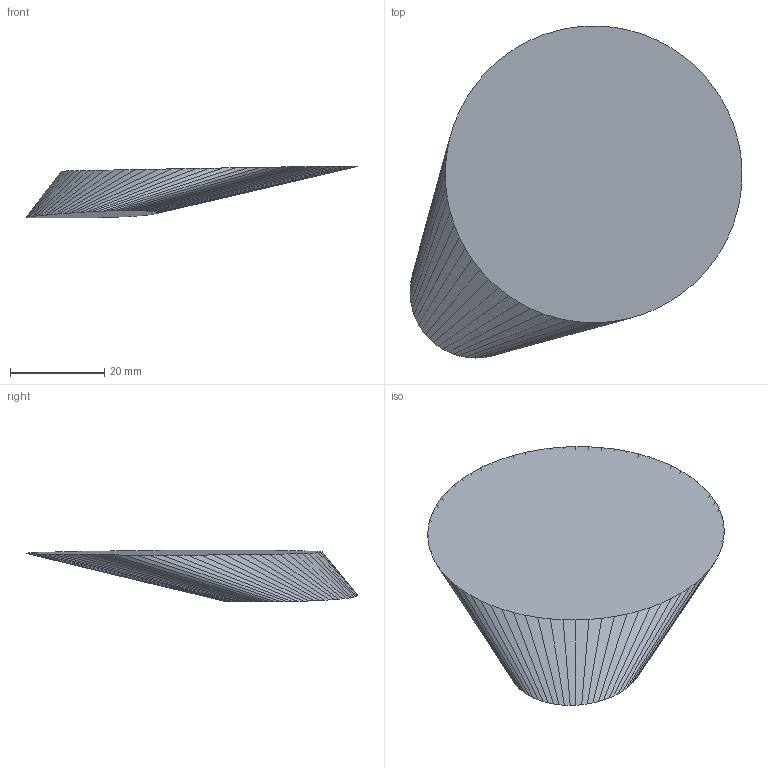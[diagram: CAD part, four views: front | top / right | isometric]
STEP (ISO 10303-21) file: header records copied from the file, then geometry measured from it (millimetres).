
FILE_DESCRIPTION(('Open CASCADE Model'),'2;1');
FILE_NAME('Open CASCADE Shape Model','2025-10-30T17:54:34',('Author'),( 'Open CASCADE'),'Open CASCADE STEP processor 7.9','Open CASCADE 7.9' ,'Unknown');
FILE_SCHEMA(('AUTOMOTIVE_DESIGN { 1 0 10303 214 1 1 1 1 }'));
Length unit declared in the file: millimetre
Products named in the file (1): Open CASCADE STEP translator 7.9 7
Bounding box: 70.51 x 70.5 x 10.95 mm (x, y, z)
Volume: 16408.7 mm3; surface area: 7738.9 mm2
Topology: 1 solids, 1 shells, 74 faces, 216 edges, 144 vertices
Faces by surface type: bspline 74
Entity records: 4395 total; most frequent: CARTESIAN_POINT 1274, ORIENTED_EDGE 432, DIRECTION 362, LINE 360, VECTOR 360, PCURVE 288, DEFINITIONAL_REPRESENTATION 288, EDGE_CURVE 216
